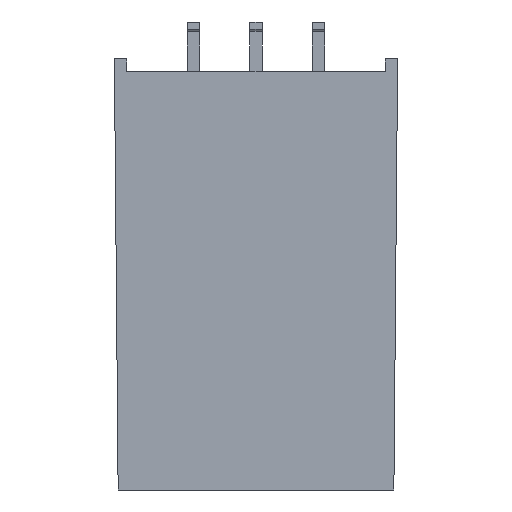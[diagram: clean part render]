
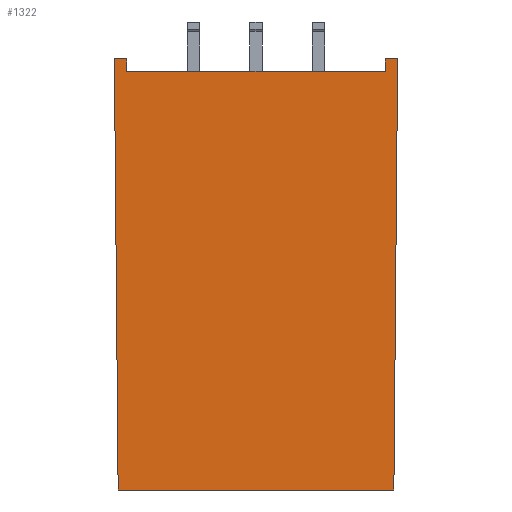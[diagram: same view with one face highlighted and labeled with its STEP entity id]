
A CAD part, front view. The second image highlights one B-rep face of the part: STEP entity #1322.
In plain terms, the highlighted planar face has unit normal (0, -1, -0.009).
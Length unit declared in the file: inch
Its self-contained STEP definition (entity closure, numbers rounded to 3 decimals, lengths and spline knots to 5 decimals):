
#29 = LINE ( 'NONE', #766, #1003 ) ;
#80 = LINE ( 'NONE', #278, #1030 ) ;
#85 = DIRECTION ( 'NONE',  ( 0.009, 0.009, -1. ) ) ;
#88 = CARTESIAN_POINT ( 'NONE',  ( -0.20686, 0.24803, 0.26378 ) ) ;
#125 = CARTESIAN_POINT ( 'NONE',  ( -0.22037, 0.25404, -0.4252 ) ) ;
#139 = DIRECTION ( 'NONE',  ( 1., 0., 0. ) ) ;
#196 = ORIENTED_EDGE ( 'NONE', *, *, #982, .F. ) ;
#210 = DIRECTION ( 'NONE',  ( 0., -1., -0.009 ) ) ;
#266 = LINE ( 'NONE', #921, #1269 ) ;
#278 = CARTESIAN_POINT ( 'NONE',  ( 0.22638, 0.24803, 0.26378 ) ) ;
#280 = EDGE_LOOP ( 'NONE', ( #196, #1168, #660, #867, #1329, #757, #910, #985 ) ) ;
#303 = CARTESIAN_POINT ( 'NONE',  ( -0.22638, 0.24803, 0.26378 ) ) ;
#308 = LINE ( 'NONE', #644, #1361 ) ;
#356 = CARTESIAN_POINT ( 'NONE',  ( -0.22037, 0.25404, -0.4252 ) ) ;
#393 = CARTESIAN_POINT ( 'NONE',  ( 0.20686, 0.24803, 0.26378 ) ) ;
#456 = AXIS2_PLACEMENT_3D ( 'NONE', #1431, #210, #983 ) ;
#487 = VERTEX_POINT ( 'NONE', #1028 ) ;
#496 = LINE ( 'NONE', #393, #576 ) ;
#504 = VERTEX_POINT ( 'NONE', #949 ) ;
#506 = PLANE ( 'NONE',  #456 ) ;
#531 = LINE ( 'NONE', #1326, #765 ) ;
#576 = VECTOR ( 'NONE', #1280, 39.37008 ) ;
#607 = DIRECTION ( 'NONE',  ( 1., 0., 0. ) ) ;
#616 = VECTOR ( 'NONE', #1243, 39.37008 ) ;
#644 = CARTESIAN_POINT ( 'NONE',  ( -0.22638, 0.24803, 0.26378 ) ) ;
#649 = VERTEX_POINT ( 'NONE', #947 ) ;
#660 = ORIENTED_EDGE ( 'NONE', *, *, #802, .T. ) ;
#688 = EDGE_CURVE ( 'NONE', #1292, #792, #266, .T. ) ;
#724 = CARTESIAN_POINT ( 'NONE',  ( 0.22037, 0.25404, -0.4252 ) ) ;
#757 = ORIENTED_EDGE ( 'NONE', *, *, #1369, .T. ) ;
#759 = FACE_OUTER_BOUND ( 'NONE', #280, .T. ) ;
#765 = VECTOR ( 'NONE', #85, 39.37008 ) ;
#766 = CARTESIAN_POINT ( 'NONE',  ( 0.20669, 0.2482, 0.24409 ) ) ;
#771 = CARTESIAN_POINT ( 'NONE',  ( -0.20686, 0.24803, 0.26378 ) ) ;
#776 = DIRECTION ( 'NONE',  ( -1., 0., 0. ) ) ;
#792 = VERTEX_POINT ( 'NONE', #1213 ) ;
#802 = EDGE_CURVE ( 'NONE', #1285, #1007, #531, .T. ) ;
#823 = EDGE_CURVE ( 'NONE', #1285, #1374, #308, .T. ) ;
#839 = EDGE_CURVE ( 'NONE', #504, #487, #496, .T. ) ;
#867 = ORIENTED_EDGE ( 'NONE', *, *, #1375, .T. ) ;
#892 = VECTOR ( 'NONE', #139, 39.37008 ) ;
#910 = ORIENTED_EDGE ( 'NONE', *, *, #839, .T. ) ;
#921 = CARTESIAN_POINT ( 'NONE',  ( 0.22037, 0.25404, -0.4252 ) ) ;
#947 = CARTESIAN_POINT ( 'NONE',  ( -0.20669, 0.2482, 0.24409 ) ) ;
#949 = CARTESIAN_POINT ( 'NONE',  ( 0.20686, 0.24803, 0.26378 ) ) ;
#982 = EDGE_CURVE ( 'NONE', #1374, #649, #1108, .T. ) ;
#983 = DIRECTION ( 'NONE',  ( 0., 0.009, -1. ) ) ;
#985 = ORIENTED_EDGE ( 'NONE', *, *, #1380, .T. ) ;
#1003 = VECTOR ( 'NONE', #1119, 39.37008 ) ;
#1007 = VERTEX_POINT ( 'NONE', #125 ) ;
#1028 = CARTESIAN_POINT ( 'NONE',  ( 0.20669, 0.2482, 0.24409 ) ) ;
#1030 = VECTOR ( 'NONE', #776, 39.37008 ) ;
#1108 = LINE ( 'NONE', #771, #616 ) ;
#1119 = DIRECTION ( 'NONE',  ( -1., 0., 0. ) ) ;
#1168 = ORIENTED_EDGE ( 'NONE', *, *, #823, .F. ) ;
#1213 = CARTESIAN_POINT ( 'NONE',  ( 0.22638, 0.24803, 0.26378 ) ) ;
#1243 = DIRECTION ( 'NONE',  ( 0.009, 0.009, -1. ) ) ;
#1269 = VECTOR ( 'NONE', #1370, 39.37008 ) ;
#1280 = DIRECTION ( 'NONE',  ( -0.009, 0.009, -1. ) ) ;
#1285 = VERTEX_POINT ( 'NONE', #303 ) ;
#1292 = VERTEX_POINT ( 'NONE', #724 ) ;
#1322 = ADVANCED_FACE ( 'NONE', ( #759 ), #506, .T. ) ;
#1326 = CARTESIAN_POINT ( 'NONE',  ( -0.22638, 0.24803, 0.26378 ) ) ;
#1329 = ORIENTED_EDGE ( 'NONE', *, *, #688, .T. ) ;
#1361 = VECTOR ( 'NONE', #607, 39.37008 ) ;
#1366 = LINE ( 'NONE', #356, #892 ) ;
#1369 = EDGE_CURVE ( 'NONE', #792, #504, #80, .T. ) ;
#1370 = DIRECTION ( 'NONE',  ( 0.009, -0.009, 1. ) ) ;
#1374 = VERTEX_POINT ( 'NONE', #88 ) ;
#1375 = EDGE_CURVE ( 'NONE', #1007, #1292, #1366, .T. ) ;
#1380 = EDGE_CURVE ( 'NONE', #487, #649, #29, .T. ) ;
#1431 = CARTESIAN_POINT ( 'NONE',  ( 0., 0.25104, -0.08071 ) ) ;
